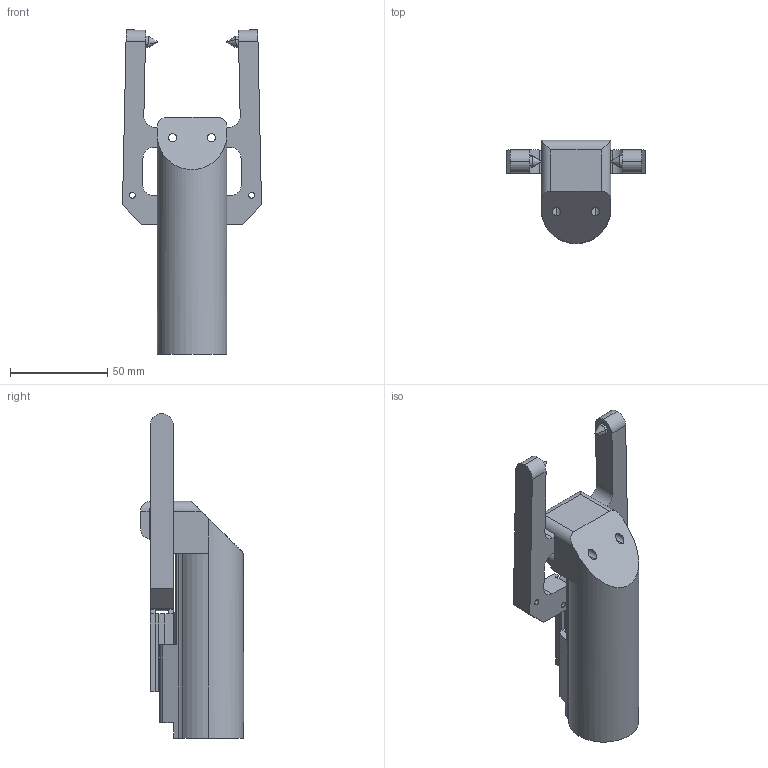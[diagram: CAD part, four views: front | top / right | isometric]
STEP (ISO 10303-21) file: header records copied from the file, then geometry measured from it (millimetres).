
FILE_DESCRIPTION (( 'STEP AP214' ), '1' );
FILE_NAME ('front_release.STEP', '2025-05-20T19:40:14', ( '' ), ( '' ), 'SwSTEP 2.0', 'SolidWorks 2024', '' );
FILE_SCHEMA (( 'AUTOMOTIVE_DESIGN' ));
Length unit declared in the file: millimetre
Products named in the file (18): release_pin; release_pin_upper; w_606-2rs1_02; front_clamp_left; w_606-2rs1_01; front_release; front_clamp_left_b; w_606-2rs1_03; skf_bearing_hk_0306_tn_2_02; din8012; w_606-2rs1_05; w_606-2rs1_04; front_endpart; skf_bearing_hk_0306_tn_2_03; release_pin_lower; w_606-2rs1; skf_bearing_hk_0306_tn_2_01; skf_bearing_hk_0306_tn_2
Assembly tree (18 placements, depth 4):
  front_release
    front_endpart
    front_clamp_left  x2
      front_clamp_left_b
      din8012
      skf_bearing_hk_0306_tn_2
        skf_bearing_hk_0306_tn_2_01
        skf_bearing_hk_0306_tn_2_02
        skf_bearing_hk_0306_tn_2_03
    release_pin
      release_pin_lower
      release_pin_upper
      w_606-2rs1
        w_606-2rs1_01
        w_606-2rs1_02
        w_606-2rs1_03
        w_606-2rs1_04
        w_606-2rs1_05
Bounding box: 71.5 x 53 x 166.84 mm (x, y, z)
Volume: 105304.1 mm3; surface area: 49468.6 mm2
Topology: 18 solids, 18 shells, 554 faces, 1395 edges, 914 vertices
Faces by surface type: cylinder 189, plane 185, torus 120, cone 48, sphere 12
Entity records: 12879 total; most frequent: CARTESIAN_POINT 2642, DIRECTION 2239, ORIENTED_EDGE 1910, EDGE_CURVE 955, AXIS2_PLACEMENT_3D 925, VERTEX_POINT 624, CIRCLE 507, EDGE_LOOP 473
